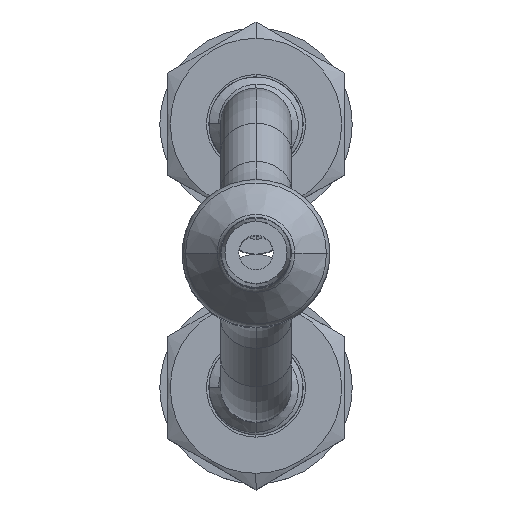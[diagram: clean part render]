
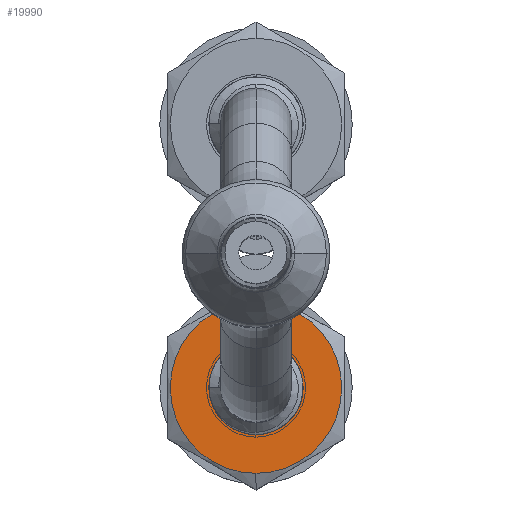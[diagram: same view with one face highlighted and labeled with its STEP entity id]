
A CAD part, top view. The second image highlights one B-rep face of the part: STEP entity #19990.
In plain terms, the highlighted face is planar.
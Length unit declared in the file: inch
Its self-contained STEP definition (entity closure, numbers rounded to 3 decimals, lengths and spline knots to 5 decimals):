
#19167=CARTESIAN_POINT('',(0.,0.09449,0.));
#19168=DIRECTION('',(0.,1.,0.));
#19169=DIRECTION('',(0.,0.,-1.));
#19170=AXIS2_PLACEMENT_3D('',#19167,#19168,#19169);
#19172=CARTESIAN_POINT('',(0.,0.09449,0.));
#19173=DIRECTION('',(0.,1.,0.));
#19174=DIRECTION('',(0.,0.,1.));
#19175=AXIS2_PLACEMENT_3D('',#19172,#19173,#19174);
#19181=CARTESIAN_POINT('',(0.,0.09449,0.));
#19182=DIRECTION('',(0.,-1.,0.));
#19183=DIRECTION('',(0.,0.,1.));
#19184=AXIS2_PLACEMENT_3D('',#19181,#19182,#19183);
#19204=CARTESIAN_POINT('',(0.,0.09449,0.));
#19205=DIRECTION('',(0.,-1.,0.));
#19206=DIRECTION('',(0.,0.,-1.));
#19207=AXIS2_PLACEMENT_3D('',#19204,#19205,#19206);
#19805=CARTESIAN_POINT('',(0.,0.09449,0.10501));
#19806=CARTESIAN_POINT('',(0.,0.09449,-0.10501));
#19807=VERTEX_POINT('',#19805);
#19808=VERTEX_POINT('',#19806);
#19829=CARTESIAN_POINT('',(0.,0.09449,0.05071));
#19830=CARTESIAN_POINT('',(0.,0.09449,-0.05071));
#19831=VERTEX_POINT('',#19829);
#19832=VERTEX_POINT('',#19830);
#19975=CARTESIAN_POINT('',(0.04921,0.09449,0.));
#19976=DIRECTION('',(0.,1.,0.));
#19977=DIRECTION('',(0.,0.,1.));
#19978=AXIS2_PLACEMENT_3D('',#19975,#19976,#19977);
#19979=PLANE('',#19978);
#19980=ORIENTED_EDGE('',*,*,#19962,.F.);
#19981=ORIENTED_EDGE('',*,*,#19952,.F.);
#19982=EDGE_LOOP('',(#19980,#19981));
#19983=FACE_OUTER_BOUND('',#19982,.F.);
#19985=ORIENTED_EDGE('',*,*,#19984,.F.);
#19987=ORIENTED_EDGE('',*,*,#19986,.F.);
#19988=EDGE_LOOP('',(#19985,#19987));
#19989=FACE_BOUND('',#19988,.F.);
#19990=ADVANCED_FACE('',(#19983,#19989),#19979,.T.);
#19171=CIRCLE('',#19170,0.10501);
#19176=CIRCLE('',#19175,0.10501);
#19185=CIRCLE('',#19184,0.05071);
#19208=CIRCLE('',#19207,0.05071);
#19952=EDGE_CURVE('',#19808,#19807,#19171,.T.);
#19962=EDGE_CURVE('',#19807,#19808,#19176,.T.);
#19984=EDGE_CURVE('',#19831,#19832,#19185,.T.);
#19986=EDGE_CURVE('',#19832,#19831,#19208,.T.);
